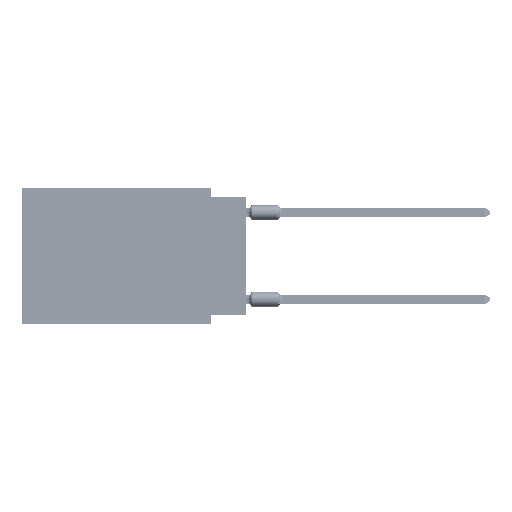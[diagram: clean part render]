
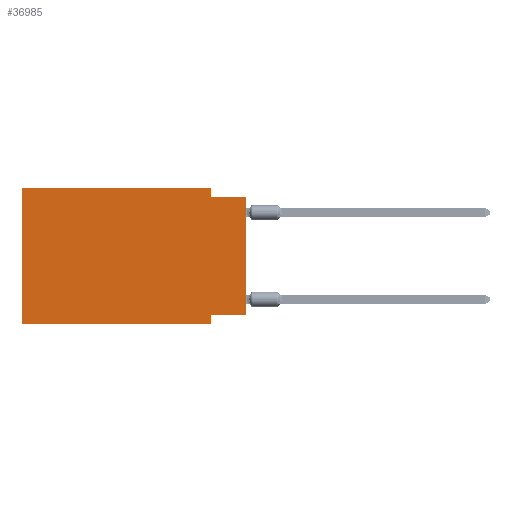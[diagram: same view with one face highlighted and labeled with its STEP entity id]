
A CAD part, left-side view. The second image highlights one B-rep face of the part: STEP entity #36985.
In plain terms, the highlighted planar face has unit normal (-1, 0, 0).
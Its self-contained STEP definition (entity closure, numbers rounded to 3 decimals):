
#1398 = ORIENTED_EDGE ( 'NONE', *, *, #58266, .F. ) ;
#1686 = ORIENTED_EDGE ( 'NONE', *, *, #4040, .F. ) ;
#3129 = VECTOR ( 'NONE', #58863, 1000. ) ;
#4040 = EDGE_CURVE ( 'NONE', #64285, #64255, #50819, .T. ) ;
#4176 = DIRECTION ( 'NONE',  ( 1., 0., 0. ) ) ;
#5068 = EDGE_CURVE ( 'NONE', #13603, #64285, #19426, .T. ) ;
#5468 = VECTOR ( 'NONE', #60131, 1000. ) ;
#7223 = EDGE_CURVE ( 'NONE', #41048, #60546, #64536, .T. ) ;
#7366 = LINE ( 'NONE', #47003, #3129 ) ;
#9086 = DIRECTION ( 'NONE',  ( 0., 0., 1. ) ) ;
#9452 = CARTESIAN_POINT ( 'NONE',  ( 0., 0., 0. ) ) ;
#9922 = CARTESIAN_POINT ( 'NONE',  ( 0., 16.383, -9.906 ) ) ;
#11764 = AXIS2_PLACEMENT_3D ( 'NONE', #67153, #4176, #16382 ) ;
#12075 = DIRECTION ( 'NONE',  ( 0., -1., 0. ) ) ;
#12303 = VECTOR ( 'NONE', #28953, 1000. ) ;
#13118 = ORIENTED_EDGE ( 'NONE', *, *, #7223, .F. ) ;
#13603 = VERTEX_POINT ( 'NONE', #49389 ) ;
#13772 = DIRECTION ( 'NONE',  ( 0., 1., 0. ) ) ;
#14303 = CARTESIAN_POINT ( 'NONE',  ( 0., 2.54, 0. ) ) ;
#14630 = LINE ( 'NONE', #9452, #58539 ) ;
#16382 = DIRECTION ( 'NONE',  ( 0., 0., -1. ) ) ;
#16995 = VERTEX_POINT ( 'NONE', #9922 ) ;
#17265 = LINE ( 'NONE', #34315, #64115 ) ;
#19426 = LINE ( 'NONE', #14303, #42540 ) ;
#20843 = LINE ( 'NONE', #25674, #5468 ) ;
#22311 = FACE_OUTER_BOUND ( 'NONE', #65712, .T. ) ;
#24921 = ORIENTED_EDGE ( 'NONE', *, *, #63782, .T. ) ;
#25674 = CARTESIAN_POINT ( 'NONE',  ( 0., 16.383, 0. ) ) ;
#25807 = ORIENTED_EDGE ( 'NONE', *, *, #65728, .F. ) ;
#27857 = PLANE ( 'NONE',  #11764 ) ;
#28953 = DIRECTION ( 'NONE',  ( 0., 0., -1. ) ) ;
#29017 = ORIENTED_EDGE ( 'NONE', *, *, #67688, .T. ) ;
#29679 = LINE ( 'NONE', #46013, #12303 ) ;
#32298 = ORIENTED_EDGE ( 'NONE', *, *, #5068, .F. ) ;
#34141 = CARTESIAN_POINT ( 'NONE',  ( 0., 0., -0.635 ) ) ;
#34315 = CARTESIAN_POINT ( 'NONE',  ( 0., 16.383, 0. ) ) ;
#36985 = ADVANCED_FACE ( 'NONE', ( #22311 ), #27857, .F. ) ;
#41048 = VERTEX_POINT ( 'NONE', #72467 ) ;
#42316 = CARTESIAN_POINT ( 'NONE',  ( 0., 0., -9.271 ) ) ;
#42540 = VECTOR ( 'NONE', #64706, 1000. ) ;
#46013 = CARTESIAN_POINT ( 'NONE',  ( 0., 2.54, -9.906 ) ) ;
#46810 = VERTEX_POINT ( 'NONE', #62696 ) ;
#47003 = CARTESIAN_POINT ( 'NONE',  ( 0., 16.383, -9.906 ) ) ;
#49389 = CARTESIAN_POINT ( 'NONE',  ( 0., 2.54, 0. ) ) ;
#50819 = LINE ( 'NONE', #34141, #66631 ) ;
#54135 = VECTOR ( 'NONE', #13772, 1000. ) ;
#54606 = EDGE_CURVE ( 'NONE', #60546, #46810, #29679, .T. ) ;
#55511 = ORIENTED_EDGE ( 'NONE', *, *, #54606, .F. ) ;
#56735 = DIRECTION ( 'NONE',  ( 0., -1., 0. ) ) ;
#57797 = CARTESIAN_POINT ( 'NONE',  ( 0., 2.54, -0.635 ) ) ;
#58266 = EDGE_CURVE ( 'NONE', #62135, #13603, #17265, .T. ) ;
#58539 = VECTOR ( 'NONE', #9086, 1000. ) ;
#58863 = DIRECTION ( 'NONE',  ( 0., -1., 0. ) ) ;
#59919 = CARTESIAN_POINT ( 'NONE',  ( 0., 16.383, 0. ) ) ;
#60131 = DIRECTION ( 'NONE',  ( 0., 0., 1. ) ) ;
#60546 = VERTEX_POINT ( 'NONE', #66646 ) ;
#62135 = VERTEX_POINT ( 'NONE', #59919 ) ;
#62696 = CARTESIAN_POINT ( 'NONE',  ( 0., 2.54, -9.906 ) ) ;
#63782 = EDGE_CURVE ( 'NONE', #41048, #64255, #14630, .T. ) ;
#64115 = VECTOR ( 'NONE', #12075, 1000. ) ;
#64255 = VERTEX_POINT ( 'NONE', #70020 ) ;
#64285 = VERTEX_POINT ( 'NONE', #57797 ) ;
#64536 = LINE ( 'NONE', #42316, #54135 ) ;
#64706 = DIRECTION ( 'NONE',  ( 0., 0., -1. ) ) ;
#65712 = EDGE_LOOP ( 'NONE', ( #24921, #1686, #32298, #1398, #25807, #29017, #55511, #13118 ) ) ;
#65728 = EDGE_CURVE ( 'NONE', #16995, #62135, #20843, .T. ) ;
#66631 = VECTOR ( 'NONE', #56735, 1000. ) ;
#66646 = CARTESIAN_POINT ( 'NONE',  ( 0., 2.54, -9.271 ) ) ;
#67153 = CARTESIAN_POINT ( 'NONE',  ( 0., 16.383, 0. ) ) ;
#67688 = EDGE_CURVE ( 'NONE', #16995, #46810, #7366, .T. ) ;
#70020 = CARTESIAN_POINT ( 'NONE',  ( 0., 0., -0.635 ) ) ;
#72467 = CARTESIAN_POINT ( 'NONE',  ( 0., 0., -9.271 ) ) ;
